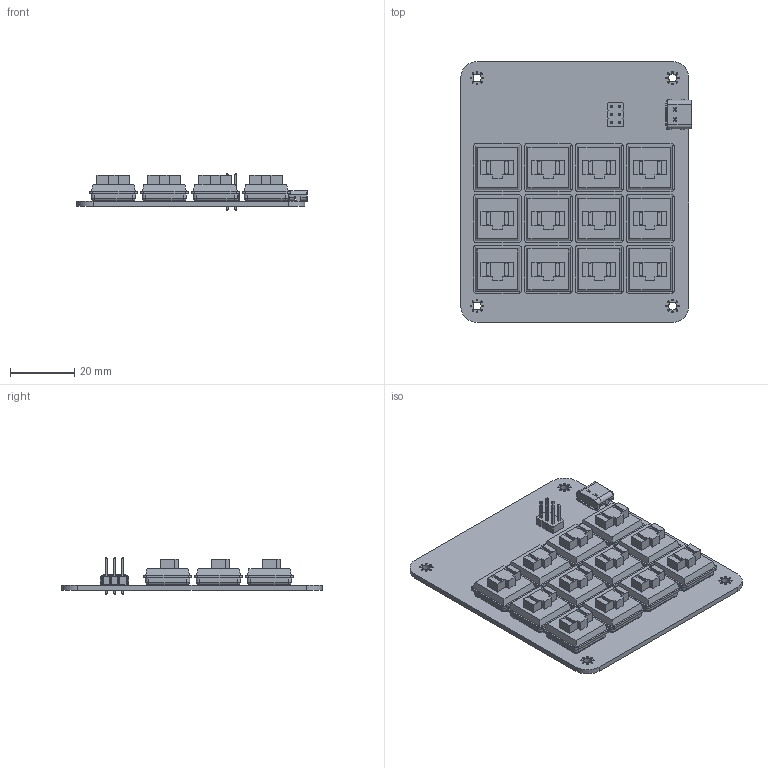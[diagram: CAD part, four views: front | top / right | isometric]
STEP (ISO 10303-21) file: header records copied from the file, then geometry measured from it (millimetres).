
FILE_DESCRIPTION(('KiCad electronic assembly'),'2;1');
FILE_NAME('kailh-keys - 3Dprint.step','2021-04-05T17:03:02',('An Author' ),('A Company'),'Open CASCADE STEP processor 6.9', 'KiCad to STEP converter','Unknown');
FILE_SCHEMA(('AUTOMOTIVE_DESIGN { 1 0 10303 214 1 1 1 1 }'));
Length unit declared in the file: millimetre
Products named in the file (8): Open CASCADE STEP translator 6.9 1; PinHeader_2x03_P2.54mm_Vertical; SOLID; USB_Type_C_Port_(SMD_Type); COMPOUND; Kailh_ChocLP
Assembly tree (18 placements, depth 3):
  Open CASCADE STEP translator 6.9 1
    PinHeader_2x03_P2.54mm_Vertical
      SOLID
    USB_Type_C_Port_(SMD_Type)
      COMPOUND
    Kailh_ChocLP  x12
      COMPOUND
    COMPOUND
Bounding box: 71.86 x 81.28 x 11.54 mm (x, y, z)
Volume: 19972.9 mm3; surface area: 28318.1 mm2
Topology: 62 solids, 62 shells, 1614 faces, 4127 edges, 2672 vertices
Faces by surface type: plane 1143, cylinder 395, cone 56, torus 12, sphere 6, bspline 2
Full cylindrical faces by diameter (mm): 0.5 x32, 0.65 x2, 1 x6, 1.2 x48, 2.5 x4
Entity records: 61984 total; most frequent: CARTESIAN_POINT 10607, DIRECTION 9433, LINE 5838, VECTOR 5838, ORIENTED_EDGE 4718, PCURVE 4718, DEFINITIONAL_REPRESENTATION 4718, EDGE_CURVE 2359
